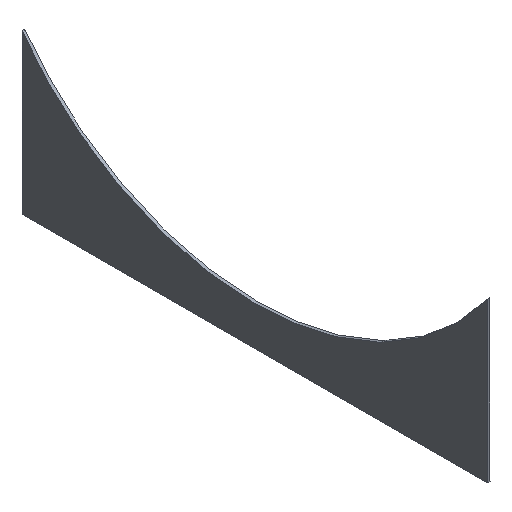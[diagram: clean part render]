
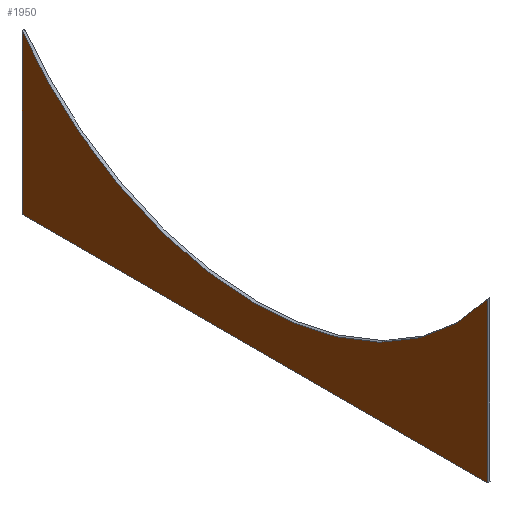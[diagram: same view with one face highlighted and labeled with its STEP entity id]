
A CAD part, isometric view. The second image highlights one B-rep face of the part: STEP entity #1950.
In plain terms, the highlighted planar face has unit normal (-1, 0, 0).
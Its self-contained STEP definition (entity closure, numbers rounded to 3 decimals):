
#470=CARTESIAN_POINT('',(-10.,-1644.967,1125.116));
#480=VERTEX_POINT('',#470);
#510=CARTESIAN_POINT('',(-10.,-1645.,1125.145));
#520=CARTESIAN_POINT('',(-10.,-1603.459,1066.86));
#530=CARTESIAN_POINT('',(-10.,-1514.786,
955.477));
#540=CARTESIAN_POINT('',(-10.,-1364.639,
803.022));
#550=CARTESIAN_POINT('',(-10.,-1199.342,
667.386));
#560=CARTESIAN_POINT('',(-10.,-1020.653,
549.932));
#570=CARTESIAN_POINT('',(-10.,-830.585,
451.997));
#580=CARTESIAN_POINT('',(-10.,-631.227,
374.66));
#590=CARTESIAN_POINT('',(-10.,-424.85,
318.783));
#600=CARTESIAN_POINT('',(-10.,-213.506,
284.997));
#610=CARTESIAN_POINT('',(-10.,-71.478,
277.457));
#620=CARTESIAN_POINT('',(-10.,0.,
277.457));
#630=B_SPLINE_CURVE_WITH_KNOTS('',3,(#510,#520,#530,#540,#550,#560,#570,
#580,#590,#600,#610,#620),.UNSPECIFIED.,.F.,.F.,(4,1,1,1,1,1,1,1,1,4),(
0.,0.111,0.222,0.333,
0.444,0.556,0.667,0.778,
0.889,1.),.UNSPECIFIED.);
#640=CARTESIAN_POINT('',(-10.,0.,
277.457));
#650=VERTEX_POINT('',#640);
#660=EDGE_CURVE('',#480,#650,#630,.T.);
#680=CARTESIAN_POINT('',(-10.,0.,
277.457));
#690=CARTESIAN_POINT('',(-10.,71.478,
277.457));
#700=CARTESIAN_POINT('',(-10.,213.506,
284.997));
#710=CARTESIAN_POINT('',(-10.,424.849,
318.783));
#720=CARTESIAN_POINT('',(-10.,631.225,
374.659));
#730=CARTESIAN_POINT('',(-10.,830.582,
451.996));
#740=CARTESIAN_POINT('',(-10.,1020.649,
549.93));
#750=CARTESIAN_POINT('',(-10.,1199.338,
667.383));
#760=CARTESIAN_POINT('',(-10.,1364.635,
803.019));
#770=CARTESIAN_POINT('',(-10.,1514.784,
955.474));
#780=CARTESIAN_POINT('',(-10.,1603.457,
1066.86));
#790=CARTESIAN_POINT('',(-10.,1645.,1125.145));
#800=B_SPLINE_CURVE_WITH_KNOTS('',3,(#680,#690,#700,#710,#720,#730,#740,
#750,#760,#770,#780,#790),.UNSPECIFIED.,.F.,.F.,(4,1,1,1,1,1,1,1,1,4),(
0.,0.111,0.222,0.333,
0.444,0.556,0.667,0.778,
0.889,1.),.UNSPECIFIED.);
#810=CARTESIAN_POINT('',(-10.,1645.,1125.014));
#820=VERTEX_POINT('',#810);
#830=EDGE_CURVE('',#650,#820,#800,.T.);
#1490=CARTESIAN_POINT('',(-10.,1645.,0.)
);
#1500=VERTEX_POINT('',#1490);
#1550=CARTESIAN_POINT('',(-10.,1645.,1125.145));
#1560=DIRECTION('',(0.,0.,-1.));
#1570=VECTOR('',#1560,1.);
#1580=LINE('',#1550,#1570);
#1590=EDGE_CURVE('',#820,#1500,#1580,.T.);
#1710=CARTESIAN_POINT('',(-10.,-1645.,0.));
#1720=DIRECTION('',(1.,0.,0.));
#1730=DIRECTION('',(0.,1.,0.));
#1740=AXIS2_PLACEMENT_3D('',#1710,#1720,#1730);
#1750=PLANE('',#1740);
#1760=CARTESIAN_POINT('',(-10.,-1645.,0.));
#1770=DIRECTION('',(0.,0.,1.));
#1780=VECTOR('',#1770,1.);
#1790=LINE('',#1760,#1780);
#1800=CARTESIAN_POINT('',(-10.,-1645.,0.));
#1810=VERTEX_POINT('',#1800);
#1820=EDGE_CURVE('',#1810,#480,#1790,.T.);
#1830=ORIENTED_EDGE('',*,*,#1820,.T.);
#1840=CARTESIAN_POINT('',(-10.,1645.,0.))
;
#1850=DIRECTION('',(0.,-1.,0.));
#1860=VECTOR('',#1850,1.);
#1870=LINE('',#1840,#1860);
#1880=EDGE_CURVE('',#1500,#1810,#1870,.T.);
#1890=ORIENTED_EDGE('',*,*,#1880,.T.);
#1900=ORIENTED_EDGE('',*,*,#1590,.T.);
#1910=ORIENTED_EDGE('',*,*,#830,.T.);
#1920=ORIENTED_EDGE('',*,*,#660,.T.);
#1930=EDGE_LOOP('',(#1920,#1910,#1900,#1890,#1830));
#1940=FACE_OUTER_BOUND('',#1930,.T.);
#1950=ADVANCED_FACE('',(#1940),#1750,.F.);
